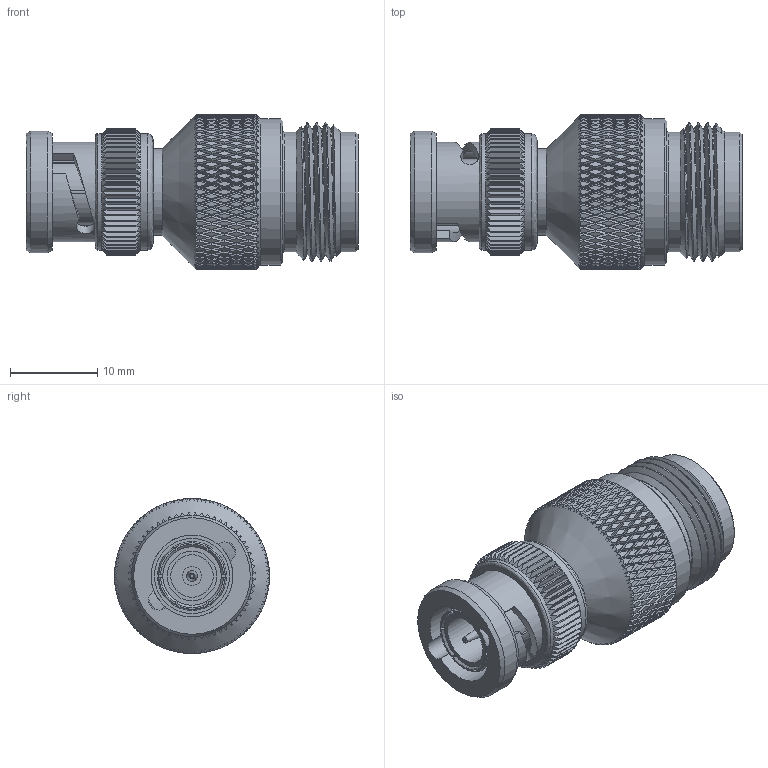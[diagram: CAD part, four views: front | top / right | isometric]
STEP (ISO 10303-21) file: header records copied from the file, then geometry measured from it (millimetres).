
FILE_DESCRIPTION (( 'STEP AP203' ), '1' );
FILE_NAME ('PE9005.step', '2019-11-12T21:31:20', ( '' ), ( '' ), 'SwSTEP 2.0', 'SolidWorks 2018', '' );
FILE_SCHEMA (( 'CONFIG_CONTROL_DESIGN' ));
Products named in the file (1): PE9005
Bounding box: 38.1 x 17.78 x 17.78 mm (x, y, z)
Volume: 5321.9 mm3; surface area: 4402 mm2
Topology: 4 solids, 4 shells, 2239 faces, 4909 edges, 2688 vertices
Faces by surface type: bspline 1453, cylinder 455, plane 182, cone 141, torus 8
Full cylindrical faces by diameter (mm): 1.27 x1, 1.778 x1, 2.184 x2, 2.54 x1, 4.877 x1, 5.69 x1, 6.706 x2, 6.858 x1, 7.62 x1, 8.255 x1, 8.621 x1, 9.395 x1, 9.991 x1, 11.395 x1, 11.515 x1, 13.38 x2, 13.716 x2, 13.922 x1, 16.764 x1
Entity records: 72264 total; most frequent: CARTESIAN_POINT 40047, ORIENTED_EDGE 9712, EDGE_CURVE 4856, DIRECTION 2898, VERTEX_POINT 2674, EDGE_LOOP 2292, FACE_OUTER_BOUND 2264, ADVANCED_FACE 2237
